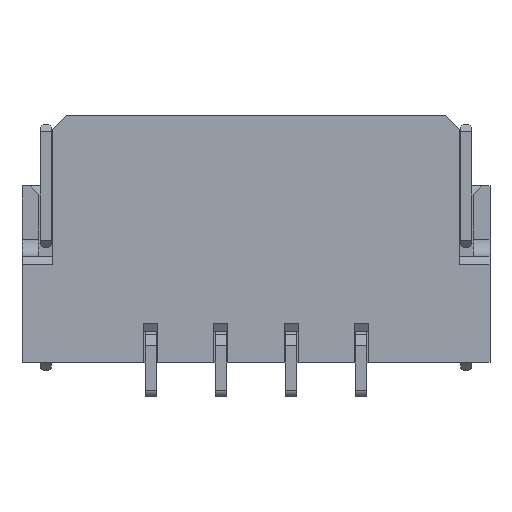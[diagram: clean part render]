
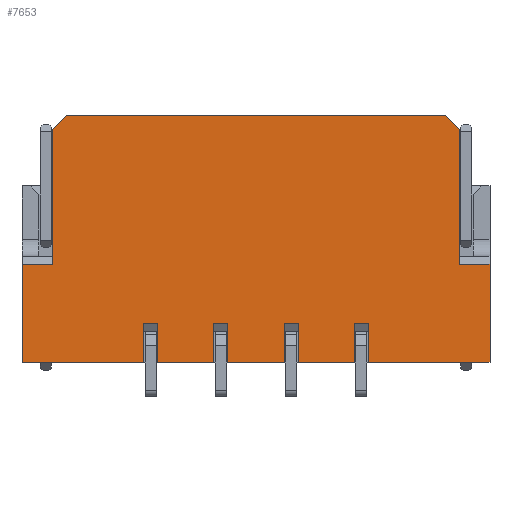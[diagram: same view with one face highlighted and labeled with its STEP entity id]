
A CAD part, front view. The second image highlights one B-rep face of the part: STEP entity #7653.
In plain terms, the highlighted planar face has unit normal (0, -1, 0).
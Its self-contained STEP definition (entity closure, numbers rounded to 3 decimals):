
#13=DIRECTION('',(1.,0.,0.));
#14=VECTOR('',#13,1.005);
#15=CARTESIAN_POINT('',(-1.755,-2.725,-2.2));
#16=LINE('',#15,#14);
#29=DIRECTION('',(1.,0.,0.));
#30=VECTOR('',#29,1.);
#31=CARTESIAN_POINT('',(-0.5,-2.725,-2.2));
#32=LINE('',#31,#30);
#45=DIRECTION('',(1.,0.,0.));
#46=VECTOR('',#45,1.);
#47=CARTESIAN_POINT('',(0.75,-2.725,-2.2));
#48=LINE('',#47,#46);
#61=DIRECTION('',(1.,0.,0.));
#62=VECTOR('',#61,2.175);
#63=CARTESIAN_POINT('',(2.,-2.725,-2.2));
#64=LINE('',#63,#62);
#141=DIRECTION('',(1.,0.,0.));
#142=VECTOR('',#141,2.17);
#143=CARTESIAN_POINT('',(-4.175,-2.725,-2.2));
#144=LINE('',#143,#142);
#217=DIRECTION('',(0.,0.,1.));
#218=VECTOR('',#217,0.7);
#219=CARTESIAN_POINT('',(-2.005,-2.725,-2.2));
#220=LINE('',#219,#218);
#221=DIRECTION('',(0.,0.,1.));
#222=VECTOR('',#221,1.75);
#223=CARTESIAN_POINT('',(-4.175,-2.725,-2.2));
#224=LINE('',#223,#222);
#225=DIRECTION('',(1.,0.,0.));
#226=VECTOR('',#225,0.55);
#227=CARTESIAN_POINT('',(-4.175,-2.725,-0.45));
#228=LINE('',#227,#226);
#229=DIRECTION('',(0.,0.,-1.));
#230=VECTOR('',#229,2.4);
#231=CARTESIAN_POINT('',(-3.625,-2.725,1.95));
#232=LINE('',#231,#230);
#233=DIRECTION('',(-0.707,0.,-0.707));
#234=VECTOR('',#233,0.354);
#235=CARTESIAN_POINT('',(-3.375,-2.725,2.2));
#236=LINE('',#235,#234);
#237=DIRECTION('',(-0.707,0.,0.707));
#238=VECTOR('',#237,0.354);
#239=CARTESIAN_POINT('',(3.625,-2.725,1.95));
#240=LINE('',#239,#238);
#241=DIRECTION('',(0.,0.,-1.));
#242=VECTOR('',#241,2.4);
#243=CARTESIAN_POINT('',(3.625,-2.725,1.95));
#244=LINE('',#243,#242);
#245=DIRECTION('',(-1.,0.,0.));
#246=VECTOR('',#245,0.55);
#247=CARTESIAN_POINT('',(4.175,-2.725,-0.45));
#248=LINE('',#247,#246);
#249=DIRECTION('',(0.,0.,1.));
#250=VECTOR('',#249,0.7);
#251=CARTESIAN_POINT('',(2.,-2.725,-2.2));
#252=LINE('',#251,#250);
#253=DIRECTION('',(1.,0.,0.));
#254=VECTOR('',#253,0.25);
#255=CARTESIAN_POINT('',(1.75,-2.725,-1.5));
#256=LINE('',#255,#254);
#257=DIRECTION('',(0.,0.,1.));
#258=VECTOR('',#257,0.7);
#259=CARTESIAN_POINT('',(1.75,-2.725,-2.2));
#260=LINE('',#259,#258);
#261=DIRECTION('',(0.,0.,1.));
#262=VECTOR('',#261,0.7);
#263=CARTESIAN_POINT('',(0.75,-2.725,-2.2));
#264=LINE('',#263,#262);
#265=DIRECTION('',(1.,0.,0.));
#266=VECTOR('',#265,0.25);
#267=CARTESIAN_POINT('',(0.5,-2.725,-1.5));
#268=LINE('',#267,#266);
#269=DIRECTION('',(0.,0.,1.));
#270=VECTOR('',#269,0.7);
#271=CARTESIAN_POINT('',(0.5,-2.725,-2.2));
#272=LINE('',#271,#270);
#273=DIRECTION('',(0.,0.,1.));
#274=VECTOR('',#273,0.7);
#275=CARTESIAN_POINT('',(-0.5,-2.725,-2.2));
#276=LINE('',#275,#274);
#277=DIRECTION('',(1.,0.,0.));
#278=VECTOR('',#277,0.25);
#279=CARTESIAN_POINT('',(-0.75,-2.725,-1.5));
#280=LINE('',#279,#278);
#281=DIRECTION('',(0.,0.,1.));
#282=VECTOR('',#281,0.7);
#283=CARTESIAN_POINT('',(-0.75,-2.725,-2.2));
#284=LINE('',#283,#282);
#285=DIRECTION('',(0.,0.,1.));
#286=VECTOR('',#285,0.7);
#287=CARTESIAN_POINT('',(-1.755,-2.725,-2.2));
#288=LINE('',#287,#286);
#289=DIRECTION('',(1.,0.,0.));
#290=VECTOR('',#289,0.25);
#291=CARTESIAN_POINT('',(-2.005,-2.725,-1.5));
#292=LINE('',#291,#290);
#741=DIRECTION('',(1.,0.,0.));
#742=VECTOR('',#741,6.75);
#743=CARTESIAN_POINT('',(-3.375,-2.725,2.2));
#744=LINE('',#743,#742);
#5372=DIRECTION('',(0.,0.,1.));
#5373=VECTOR('',#5372,1.75);
#5374=CARTESIAN_POINT('',(4.175,-2.725,-2.2));
#5375=LINE('',#5374,#5373);
#5679=CARTESIAN_POINT('',(4.175,-2.725,-0.45));
#5680=CARTESIAN_POINT('',(3.625,-2.725,-0.45));
#5681=VERTEX_POINT('',#5679);
#5682=VERTEX_POINT('',#5680);
#5699=CARTESIAN_POINT('',(4.175,-2.725,-2.2));
#5700=VERTEX_POINT('',#5699);
#5711=CARTESIAN_POINT('',(-4.175,-2.725,-0.45));
#5712=VERTEX_POINT('',#5711);
#5715=CARTESIAN_POINT('',(-3.625,-2.725,-0.45));
#5716=VERTEX_POINT('',#5715);
#5723=CARTESIAN_POINT('',(-4.175,-2.725,-2.2));
#5724=VERTEX_POINT('',#5723);
#5919=CARTESIAN_POINT('',(3.625,-2.725,1.95));
#5921=VERTEX_POINT('',#5919);
#5923=CARTESIAN_POINT('',(3.375,-2.725,2.2));
#5924=VERTEX_POINT('',#5923);
#5931=CARTESIAN_POINT('',(-3.375,-2.725,2.2));
#5932=CARTESIAN_POINT('',(-3.625,-2.725,1.95));
#5933=VERTEX_POINT('',#5931);
#5934=VERTEX_POINT('',#5932);
#6585=CARTESIAN_POINT('',(1.75,-2.725,-2.2));
#6587=VERTEX_POINT('',#6585);
#6589=CARTESIAN_POINT('',(2.,-2.725,-2.2));
#6591=VERTEX_POINT('',#6589);
#6593=CARTESIAN_POINT('',(1.75,-2.725,-1.5));
#6594=VERTEX_POINT('',#6593);
#6595=CARTESIAN_POINT('',(2.,-2.725,-1.5));
#6596=VERTEX_POINT('',#6595);
#6625=CARTESIAN_POINT('',(0.5,-2.725,-2.2));
#6627=VERTEX_POINT('',#6625);
#6629=CARTESIAN_POINT('',(0.75,-2.725,-2.2));
#6631=VERTEX_POINT('',#6629);
#6633=CARTESIAN_POINT('',(0.5,-2.725,-1.5));
#6634=VERTEX_POINT('',#6633);
#6635=CARTESIAN_POINT('',(0.75,-2.725,-1.5));
#6636=VERTEX_POINT('',#6635);
#6697=CARTESIAN_POINT('',(-0.75,-2.725,-2.2));
#6699=VERTEX_POINT('',#6697);
#6701=CARTESIAN_POINT('',(-0.5,-2.725,-2.2));
#6703=VERTEX_POINT('',#6701);
#6705=CARTESIAN_POINT('',(-0.75,-2.725,-1.5));
#6706=VERTEX_POINT('',#6705);
#6707=CARTESIAN_POINT('',(-0.5,-2.725,-1.5));
#6708=VERTEX_POINT('',#6707);
#6769=CARTESIAN_POINT('',(-2.005,-2.725,-2.2));
#6771=VERTEX_POINT('',#6769);
#6773=CARTESIAN_POINT('',(-1.755,-2.725,-2.2));
#6775=VERTEX_POINT('',#6773);
#6777=CARTESIAN_POINT('',(-2.005,-2.725,-1.5));
#6778=VERTEX_POINT('',#6777);
#6779=CARTESIAN_POINT('',(-1.755,-2.725,-1.5));
#6780=VERTEX_POINT('',#6779);
#7600=CARTESIAN_POINT('',(-4.175,-2.725,-2.2));
#7601=DIRECTION('',(0.,-1.,0.));
#7602=DIRECTION('',(1.,0.,0.));
#7603=AXIS2_PLACEMENT_3D('',#7600,#7601,#7602);
#7604=PLANE('',#7603);
#7605=ORIENTED_EDGE('',*,*,#7563,.F.);
#7606=ORIENTED_EDGE('',*,*,#7532,.F.);
#7608=ORIENTED_EDGE('',*,*,#7607,.T.);
#7610=ORIENTED_EDGE('',*,*,#7609,.T.);
#7612=ORIENTED_EDGE('',*,*,#7611,.F.);
#7614=ORIENTED_EDGE('',*,*,#7613,.F.);
#7616=ORIENTED_EDGE('',*,*,#7615,.T.);
#7618=ORIENTED_EDGE('',*,*,#7617,.F.);
#7620=ORIENTED_EDGE('',*,*,#7619,.T.);
#7622=ORIENTED_EDGE('',*,*,#7621,.F.);
#7624=ORIENTED_EDGE('',*,*,#7623,.F.);
#7625=ORIENTED_EDGE('',*,*,#7492,.F.);
#7627=ORIENTED_EDGE('',*,*,#7626,.T.);
#7629=ORIENTED_EDGE('',*,*,#7628,.F.);
#7631=ORIENTED_EDGE('',*,*,#7630,.F.);
#7632=ORIENTED_EDGE('',*,*,#7484,.F.);
#7634=ORIENTED_EDGE('',*,*,#7633,.T.);
#7636=ORIENTED_EDGE('',*,*,#7635,.F.);
#7638=ORIENTED_EDGE('',*,*,#7637,.F.);
#7639=ORIENTED_EDGE('',*,*,#7476,.F.);
#7641=ORIENTED_EDGE('',*,*,#7640,.T.);
#7643=ORIENTED_EDGE('',*,*,#7642,.F.);
#7645=ORIENTED_EDGE('',*,*,#7644,.F.);
#7646=ORIENTED_EDGE('',*,*,#7468,.F.);
#7648=ORIENTED_EDGE('',*,*,#7647,.T.);
#7650=ORIENTED_EDGE('',*,*,#7649,.F.);
#7651=EDGE_LOOP('',(#7605,#7606,#7608,#7610,#7612,#7614,#7616,#7618,#7620,#7622,
#7624,#7625,#7627,#7629,#7631,#7632,#7634,#7636,#7638,#7639,#7641,#7643,#7645,
#7646,#7648,#7650));
#7652=FACE_OUTER_BOUND('',#7651,.F.);
#7653=ADVANCED_FACE('',(#7652),#7604,.T.);
#7468=EDGE_CURVE('',#6775,#6699,#16,.T.);
#7476=EDGE_CURVE('',#6703,#6627,#32,.T.);
#7484=EDGE_CURVE('',#6631,#6587,#48,.T.);
#7492=EDGE_CURVE('',#6591,#5700,#64,.T.);
#7532=EDGE_CURVE('',#5724,#6771,#144,.T.);
#7563=EDGE_CURVE('',#6771,#6778,#220,.T.);
#7607=EDGE_CURVE('',#5724,#5712,#224,.T.);
#7609=EDGE_CURVE('',#5712,#5716,#228,.T.);
#7611=EDGE_CURVE('',#5934,#5716,#232,.T.);
#7613=EDGE_CURVE('',#5933,#5934,#236,.T.);
#7615=EDGE_CURVE('',#5933,#5924,#744,.T.);
#7617=EDGE_CURVE('',#5921,#5924,#240,.T.);
#7619=EDGE_CURVE('',#5921,#5682,#244,.T.);
#7621=EDGE_CURVE('',#5681,#5682,#248,.T.);
#7623=EDGE_CURVE('',#5700,#5681,#5375,.T.);
#7626=EDGE_CURVE('',#6591,#6596,#252,.T.);
#7628=EDGE_CURVE('',#6594,#6596,#256,.T.);
#7630=EDGE_CURVE('',#6587,#6594,#260,.T.);
#7633=EDGE_CURVE('',#6631,#6636,#264,.T.);
#7635=EDGE_CURVE('',#6634,#6636,#268,.T.);
#7637=EDGE_CURVE('',#6627,#6634,#272,.T.);
#7640=EDGE_CURVE('',#6703,#6708,#276,.T.);
#7642=EDGE_CURVE('',#6706,#6708,#280,.T.);
#7644=EDGE_CURVE('',#6699,#6706,#284,.T.);
#7647=EDGE_CURVE('',#6775,#6780,#288,.T.);
#7649=EDGE_CURVE('',#6778,#6780,#292,.T.);
